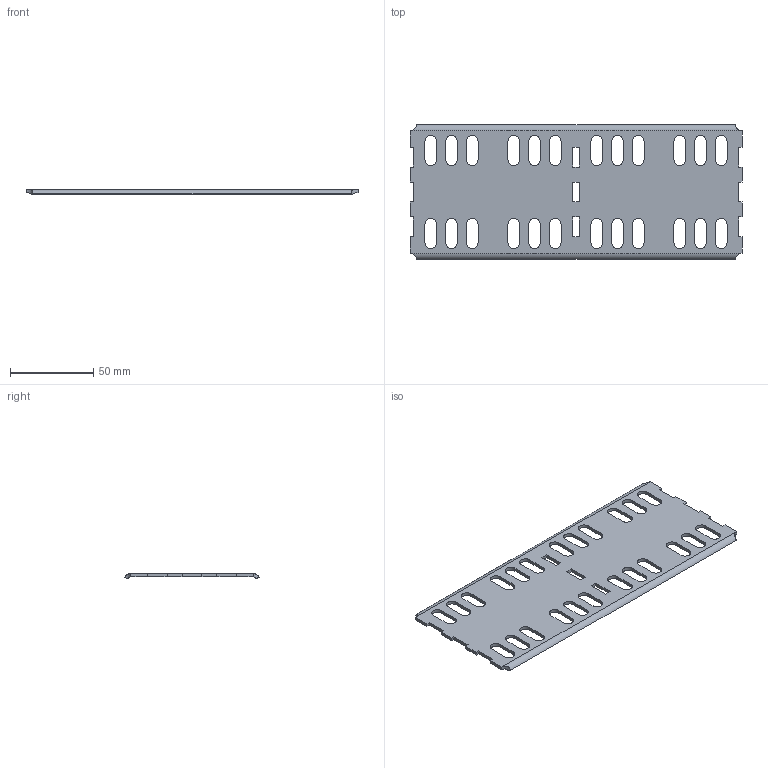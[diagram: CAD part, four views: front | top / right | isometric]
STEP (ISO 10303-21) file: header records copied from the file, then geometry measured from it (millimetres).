
FILE_DESCRIPTION((''),'2;1');
FILE_NAME('6067816','2012-11-15T',('AndreasKeweloh'),(''),'PRO/ENGINEER BY PARAMETRIC TECHNOLOGY CORPORATION, 2012230','PRO/ENGINEER BY PARAMETRIC TECHNOLOGY CORPORATION, 2012230','');
FILE_SCHEMA(('CONFIG_CONTROL_DESIGN'));
Length unit declared in the file: millimetre
Products named in the file (1): 6067816
Bounding box: 200 x 80.99 x 3 mm (x, y, z)
Volume: 25965.8 mm3; surface area: 29442.9 mm2
Topology: 1 solids, 1 shells, 146 faces, 424 edges, 280 vertices
Faces by surface type: plane 90, cylinder 56
Entity records: 4988 total; most frequent: CARTESIAN_POINT 916, ORIENTED_EDGE 848, DIRECTION 800, EDGE_CURVE 424, VECTOR 316, LINE 316, VERTEX_POINT 280, AXIS2_PLACEMENT_3D 242
